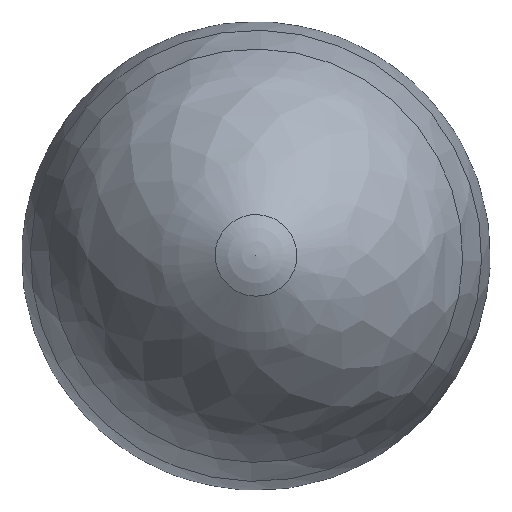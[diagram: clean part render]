
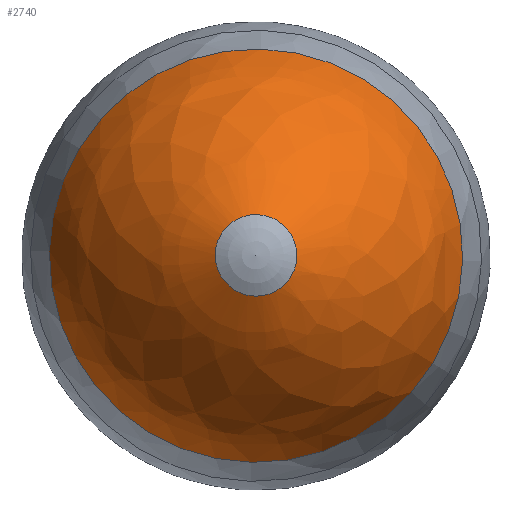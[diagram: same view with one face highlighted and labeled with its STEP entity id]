
A CAD part, top view. The second image highlights one B-rep face of the part: STEP entity #2740.
In plain terms, the highlighted free-form (B-spline) face has degree [2, 2] with [3, 9] control points.
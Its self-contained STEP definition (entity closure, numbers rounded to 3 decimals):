
#65=(
BOUNDED_SURFACE()
B_SPLINE_SURFACE(2,2,((#6163,#6164,#6165,#6166,#6167,#6168,#6169,#6170,
#6171),(#6172,#6173,#6174,#6175,#6176,#6177,#6178,#6179,#6180),(#6181,#6182,
#6183,#6184,#6185,#6186,#6187,#6188,#6189)),.UNSPECIFIED.,.F.,.T.,.F.)
B_SPLINE_SURFACE_WITH_KNOTS((3,3),(3,2,2,2,3),(-1.053,-0.331),
(-3.142,-1.571,0.,1.571,3.142),
 .UNSPECIFIED.)
GEOMETRIC_REPRESENTATION_ITEM()
RATIONAL_B_SPLINE_SURFACE(((1.,0.707,1.,0.707,1.,
0.707,1.,0.707,1.),(0.936,0.662,
0.936,0.662,0.936,0.662,
0.936,0.662,0.936),(1.,0.707,
1.,0.707,1.,0.707,1.,0.707,1.)))
REPRESENTATION_ITEM('')
SURFACE()
);
#386=CIRCLE('',#3198,36.93);
#387=CIRCLE('',#3199,36.93);
#389=CIRCLE('',#3201,36.93);
#390=CIRCLE('',#3202,187.);
#391=CIRCLE('',#3203,187.);
#392=CIRCLE('',#3204,333.066);
#524=FACE_OUTER_BOUND('',#730,.T.);
#730=EDGE_LOOP('',(#2534,#2535,#2536,#2537,#2538,#2539,#2540));
#1371=VERTEX_POINT('',#6155);
#1372=VERTEX_POINT('',#6156);
#1373=VERTEX_POINT('',#6158);
#1375=VERTEX_POINT('',#6190);
#1376=VERTEX_POINT('',#6191);
#1760=EDGE_CURVE('',#1371,#1372,#386,.T.);
#1761=EDGE_CURVE('',#1373,#1371,#387,.T.);
#1763=EDGE_CURVE('',#1372,#1373,#389,.T.);
#1764=EDGE_CURVE('',#1375,#1376,#390,.T.);
#1765=EDGE_CURVE('',#1376,#1375,#391,.T.);
#1766=EDGE_CURVE('',#1376,#1372,#392,.T.);
#2534=ORIENTED_EDGE('',*,*,#1764,.F.);
#2535=ORIENTED_EDGE('',*,*,#1765,.F.);
#2536=ORIENTED_EDGE('',*,*,#1766,.T.);
#2537=ORIENTED_EDGE('',*,*,#1763,.T.);
#2538=ORIENTED_EDGE('',*,*,#1761,.T.);
#2539=ORIENTED_EDGE('',*,*,#1760,.T.);
#2540=ORIENTED_EDGE('',*,*,#1766,.F.);
#2740=ADVANCED_FACE('',(#524),#65,.F.);
#3198=AXIS2_PLACEMENT_3D('',#6157,#3939,#3940);
#3199=AXIS2_PLACEMENT_3D('',#6159,#3941,#3942);
#3201=AXIS2_PLACEMENT_3D('',#6162,#3945,#3946);
#3202=AXIS2_PLACEMENT_3D('',#6192,#3947,#3948);
#3203=AXIS2_PLACEMENT_3D('',#6193,#3949,#3950);
#3204=AXIS2_PLACEMENT_3D('',#6194,#3951,#3952);
#3939=DIRECTION('center_axis',(0.,0.,-1.));
#3940=DIRECTION('ref_axis',(0.,1.,0.));
#3941=DIRECTION('center_axis',(0.,0.,-1.));
#3942=DIRECTION('ref_axis',(0.,1.,0.));
#3945=DIRECTION('center_axis',(0.,0.,-1.));
#3946=DIRECTION('ref_axis',(0.,1.,0.));
#3947=DIRECTION('center_axis',(0.,0.,-1.));
#3948=DIRECTION('ref_axis',(0.,1.,0.));
#3949=DIRECTION('center_axis',(0.,0.,-1.));
#3950=DIRECTION('ref_axis',(0.,1.,0.));
#3951=DIRECTION('center_axis',(0.,-1.,0.));
#3952=DIRECTION('ref_axis',(1.,0.,0.));
#6155=CARTESIAN_POINT('',(0.,36.93,581.213));
#6156=CARTESIAN_POINT('',(36.93,0.,581.213));
#6157=CARTESIAN_POINT('Origin',(0.,0.,581.213));
#6158=CARTESIAN_POINT('',(-36.93,0.,581.213));
#6159=CARTESIAN_POINT('Origin',(0.,0.,581.213));
#6162=CARTESIAN_POINT('Origin',(0.,0.,581.213));
#6163=CARTESIAN_POINT('Ctrl Pts',(36.93,0.,
581.213));
#6164=CARTESIAN_POINT('Ctrl Pts',(36.93,-36.93,581.213));
#6165=CARTESIAN_POINT('Ctrl Pts',(0.,-36.93,581.213));
#6166=CARTESIAN_POINT('Ctrl Pts',(-36.93,-36.93,581.213));
#6167=CARTESIAN_POINT('Ctrl Pts',(-36.93,0.,
581.213));
#6168=CARTESIAN_POINT('Ctrl Pts',(-36.93,36.93,581.213));
#6169=CARTESIAN_POINT('Ctrl Pts',(0.,36.93,581.213));
#6170=CARTESIAN_POINT('Ctrl Pts',(36.93,36.93,581.213));
#6171=CARTESIAN_POINT('Ctrl Pts',(36.93,0.,
581.213));
#6172=CARTESIAN_POINT('Ctrl Pts',(146.173,0.,
518.935));
#6173=CARTESIAN_POINT('Ctrl Pts',(146.173,-146.173,518.935));
#6174=CARTESIAN_POINT('Ctrl Pts',(0.,-146.173,518.935));
#6175=CARTESIAN_POINT('Ctrl Pts',(-146.173,-146.173,518.935));
#6176=CARTESIAN_POINT('Ctrl Pts',(-146.173,0.,
518.935));
#6177=CARTESIAN_POINT('Ctrl Pts',(-146.173,146.173,518.935));
#6178=CARTESIAN_POINT('Ctrl Pts',(0.,146.173,518.935));
#6179=CARTESIAN_POINT('Ctrl Pts',(146.173,146.173,518.935));
#6180=CARTESIAN_POINT('Ctrl Pts',(146.173,0.,
518.935));
#6181=CARTESIAN_POINT('Ctrl Pts',(187.,0.,400.));
#6182=CARTESIAN_POINT('Ctrl Pts',(187.,-187.,400.));
#6183=CARTESIAN_POINT('Ctrl Pts',(0.,-187.,400.));
#6184=CARTESIAN_POINT('Ctrl Pts',(-187.,-187.,400.));
#6185=CARTESIAN_POINT('Ctrl Pts',(-187.,0.,400.));
#6186=CARTESIAN_POINT('Ctrl Pts',(-187.,187.,400.));
#6187=CARTESIAN_POINT('Ctrl Pts',(0.,187.,400.));
#6188=CARTESIAN_POINT('Ctrl Pts',(187.,187.,400.));
#6189=CARTESIAN_POINT('Ctrl Pts',(187.,0.,400.));
#6190=CARTESIAN_POINT('',(0.,187.,400.));
#6191=CARTESIAN_POINT('',(187.,0.,400.));
#6192=CARTESIAN_POINT('Origin',(0.,0.,400.));
#6193=CARTESIAN_POINT('Origin',(0.,0.,400.));
#6194=CARTESIAN_POINT('Origin',(-128.023,0.,
291.862));
